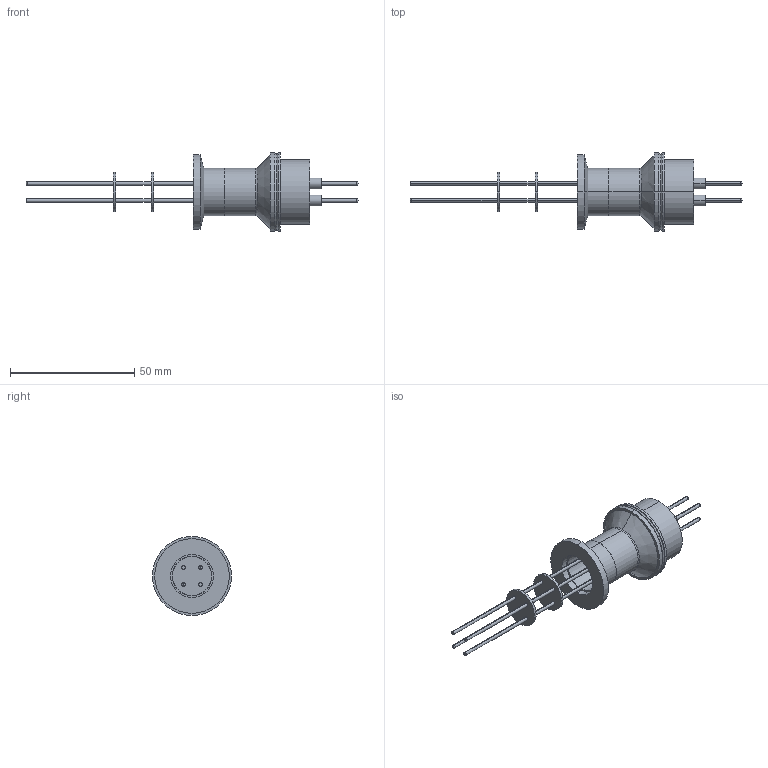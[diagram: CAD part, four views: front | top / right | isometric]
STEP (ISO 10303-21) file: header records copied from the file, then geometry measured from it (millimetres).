
FILE_DESCRIPTION (( 'STEP AP203' ), '1' );
FILE_NAME ('A0425-3-QF.STEP', '2013-04-09T13:20:52', ( '' ), ( '' ), 'SwSTEP 2.0', 'SolidWorks 2012', '' );
FILE_SCHEMA (( 'CONFIG_CONTROL_DESIGN' ));
Length unit declared in the file: inch
Products named in the file (1): A0425-3-QF
Bounding box: 133.35 x 31.75 x 31.75 mm (x, y, z)
Volume: 8078.4 mm3; surface area: 13211 mm2
Topology: 1 solids, 5 shells, 190 faces, 413 edges, 266 vertices
Faces by surface type: cylinder 96, plane 43, torus 28, cone 23
Entity records: 6114 total; most frequent: CARTESIAN_POINT 1666, DIRECTION 1009, ORIENTED_EDGE 826, AXIS2_PLACEMENT_3D 445, EDGE_CURVE 413, VERTEX_POINT 266, CIRCLE 254, EDGE_LOOP 243
